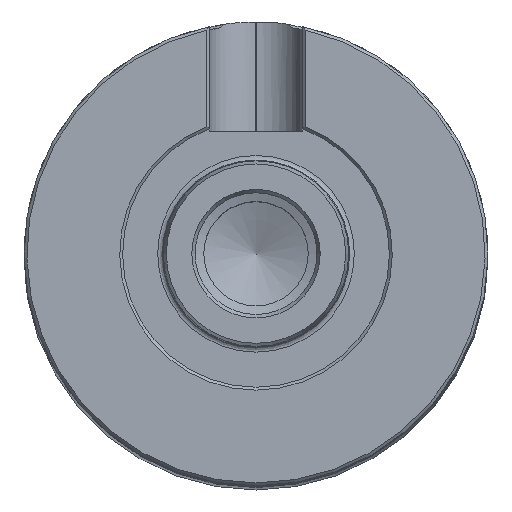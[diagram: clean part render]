
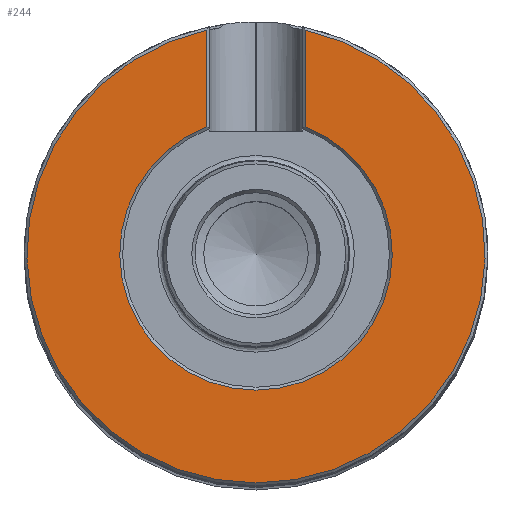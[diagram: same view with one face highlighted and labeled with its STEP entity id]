
A CAD part, top view. The second image highlights one B-rep face of the part: STEP entity #244.
In plain terms, the highlighted planar face has unit normal (0, 0, 1).
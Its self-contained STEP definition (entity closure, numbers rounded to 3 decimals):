
#119=PLANE('',#829);
#142=LINE('',#1295,#164);
#143=LINE('',#1299,#165);
#164=VECTOR('',#966,1.);
#165=VECTOR('',#969,1.);
#181=FACE_OUTER_BOUND('',#380,.T.);
#244=ADVANCED_FACE('',(#181),#119,.T.);
#380=EDGE_LOOP('',(#495,#496,#497,#498));
#495=ORIENTED_EDGE('',*,*,#713,.F.);
#496=ORIENTED_EDGE('',*,*,#715,.T.);
#497=ORIENTED_EDGE('',*,*,#716,.T.);
#498=ORIENTED_EDGE('',*,*,#717,.T.);
#640=VERTEX_POINT('',#1287);
#641=VERTEX_POINT('',#1289);
#642=VERTEX_POINT('',#1296);
#643=VERTEX_POINT('',#1298);
#713=EDGE_CURVE('',#640,#641,#771,.T.);
#715=EDGE_CURVE('',#640,#642,#142,.T.);
#716=EDGE_CURVE('',#642,#643,#772,.T.);
#717=EDGE_CURVE('',#643,#641,#143,.T.);
#771=CIRCLE('',#826,23.5);
#772=CIRCLE('',#828,39.5);
#826=AXIS2_PLACEMENT_3D('',#1288,#962,#963);
#828=AXIS2_PLACEMENT_3D('',#1297,#967,#968);
#829=AXIS2_PLACEMENT_3D('',#1300,#970,#971);
#962=DIRECTION('',(0.,0.,1.));
#963=DIRECTION('',(1.,0.,0.));
#966=DIRECTION('',(0.,1.,0.));
#967=DIRECTION('',(0.,0.,1.));
#968=DIRECTION('',(1.,0.,0.));
#969=DIRECTION('',(0.,-1.,0.));
#970=DIRECTION('',(0.,0.,1.));
#971=DIRECTION('',(-1.,0.,0.));
#1287=CARTESIAN_POINT('',(-8.511,21.905,0.));
#1288=CARTESIAN_POINT('',(0.,0.,0.));
#1289=CARTESIAN_POINT('',(8.511,21.905,0.));
#1295=CARTESIAN_POINT('',(-8.511,23.5,0.));
#1296=CARTESIAN_POINT('',(-8.511,38.572,0.));
#1297=CARTESIAN_POINT('',(0.,0.,0.));
#1298=CARTESIAN_POINT('',(8.511,38.572,0.));
#1299=CARTESIAN_POINT('',(8.511,23.5,0.));
#1300=CARTESIAN_POINT('',(0.,23.5,0.));
